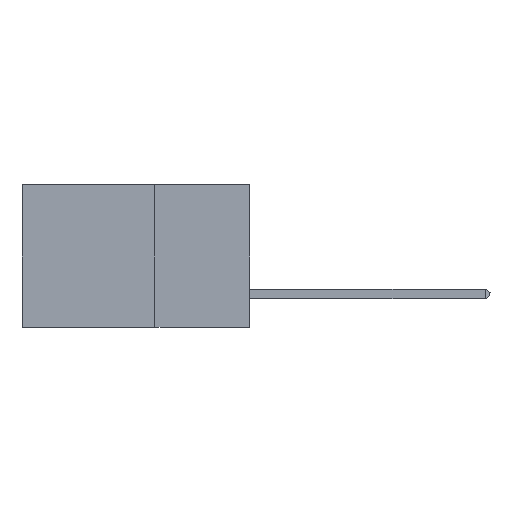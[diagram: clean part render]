
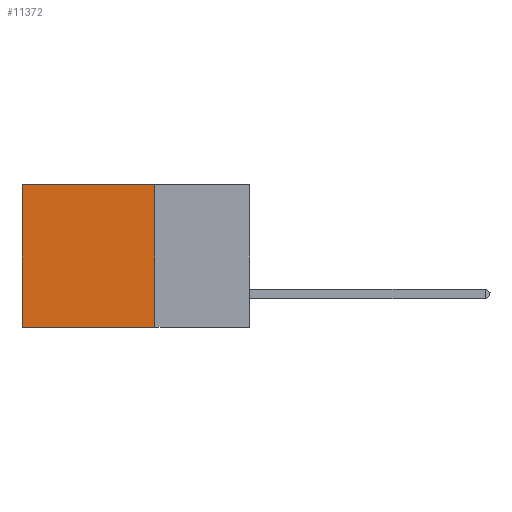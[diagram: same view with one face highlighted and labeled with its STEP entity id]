
A CAD part, left-side view. The second image highlights one B-rep face of the part: STEP entity #11372.
In plain terms, the highlighted planar face has unit normal (-1, 0, 0).
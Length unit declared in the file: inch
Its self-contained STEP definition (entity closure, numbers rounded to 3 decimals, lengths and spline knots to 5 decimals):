
#87 = LINE ( 'NONE', #9181, #10719 ) ;
#219 = CARTESIAN_POINT ( 'NONE',  ( 0.2875, 0.6, 0. ) ) ;
#241 = DIRECTION ( 'NONE',  ( 0., 1., 0. ) ) ;
#818 = LINE ( 'NONE', #2919, #1205 ) ;
#967 = EDGE_LOOP ( 'NONE', ( #6499, #2514, #14249, #14057 ) ) ;
#1205 = VECTOR ( 'NONE', #8607, 39.37008 ) ;
#1904 = CARTESIAN_POINT ( 'NONE',  ( 0.2875, 0.25, -0.375 ) ) ;
#2514 = ORIENTED_EDGE ( 'NONE', *, *, #10611, .F. ) ;
#2609 = CARTESIAN_POINT ( 'NONE',  ( 0.2875, 0.25, -0.375 ) ) ;
#2919 = CARTESIAN_POINT ( 'NONE',  ( 0.2875, 0.25, -0.375 ) ) ;
#3760 = VECTOR ( 'NONE', #9824, 39.37008 ) ;
#4837 = CARTESIAN_POINT ( 'NONE',  ( 0.2875, 0.6, -0.375 ) ) ;
#4925 = AXIS2_PLACEMENT_3D ( 'NONE', #2609, #12706, #7044 ) ;
#5809 = FACE_OUTER_BOUND ( 'NONE', #967, .T. ) ;
#6130 = VERTEX_POINT ( 'NONE', #6141 ) ;
#6141 = CARTESIAN_POINT ( 'NONE',  ( 0.2875, 0.25, -0.375 ) ) ;
#6499 = ORIENTED_EDGE ( 'NONE', *, *, #12979, .T. ) ;
#6661 = LINE ( 'NONE', #10952, #8067 ) ;
#6680 = CARTESIAN_POINT ( 'NONE',  ( 0.2875, 0.25, 0. ) ) ;
#7044 = DIRECTION ( 'NONE',  ( 0., 0., -1. ) ) ;
#8067 = VECTOR ( 'NONE', #9931, 39.37008 ) ;
#8463 = LINE ( 'NONE', #1904, #3760 ) ;
#8607 = DIRECTION ( 'NONE',  ( 0., 0., -1. ) ) ;
#9181 = CARTESIAN_POINT ( 'NONE',  ( 0.2875, 0.25, 0. ) ) ;
#9363 = VERTEX_POINT ( 'NONE', #219 ) ;
#9824 = DIRECTION ( 'NONE',  ( 0., 1., 0. ) ) ;
#9931 = DIRECTION ( 'NONE',  ( 0., 0., -1. ) ) ;
#10309 = EDGE_CURVE ( 'NONE', #11197, #9363, #87, .T. ) ;
#10419 = VERTEX_POINT ( 'NONE', #4837 ) ;
#10611 = EDGE_CURVE ( 'NONE', #6130, #10419, #8463, .T. ) ;
#10662 = EDGE_CURVE ( 'NONE', #11197, #6130, #818, .T. ) ;
#10719 = VECTOR ( 'NONE', #241, 39.37008 ) ;
#10952 = CARTESIAN_POINT ( 'NONE',  ( 0.2875, 0.6, -0.375 ) ) ;
#11197 = VERTEX_POINT ( 'NONE', #6680 ) ;
#11372 = ADVANCED_FACE ( 'NONE', ( #5809 ), #12562, .F. ) ;
#12562 = PLANE ( 'NONE',  #4925 ) ;
#12706 = DIRECTION ( 'NONE',  ( 1., 0., 0. ) ) ;
#12979 = EDGE_CURVE ( 'NONE', #9363, #10419, #6661, .T. ) ;
#14057 = ORIENTED_EDGE ( 'NONE', *, *, #10309, .T. ) ;
#14249 = ORIENTED_EDGE ( 'NONE', *, *, #10662, .F. ) ;
